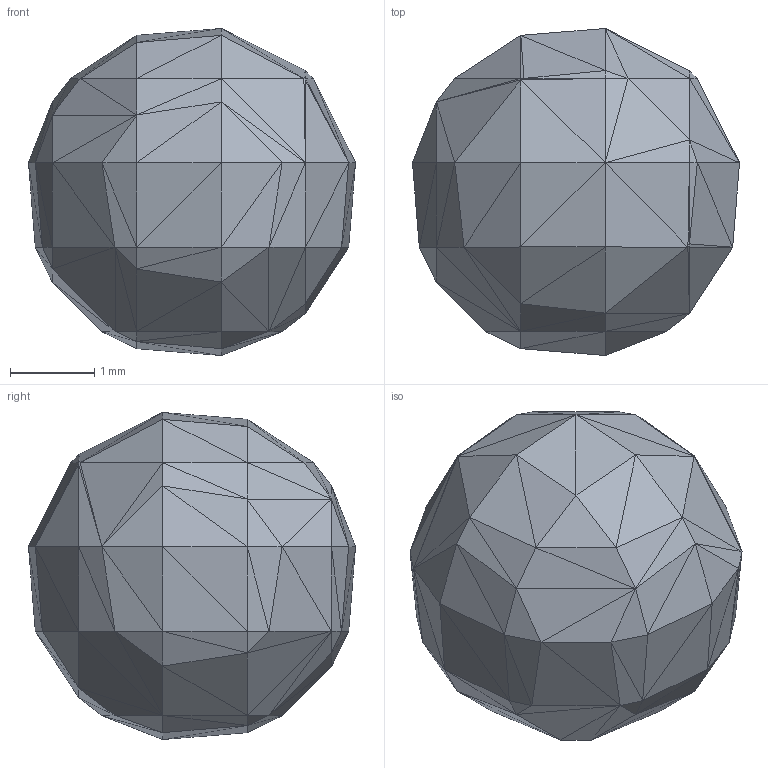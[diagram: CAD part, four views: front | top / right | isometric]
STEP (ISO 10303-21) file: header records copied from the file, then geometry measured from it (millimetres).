
FILE_DESCRIPTION(('Open CASCADE Model'),'2;1');
FILE_NAME('Open CASCADE Shape Model','2024-10-05T20:13:16',('Author'),( 'Open CASCADE'),'Open CASCADE STEP processor 7.7','Open CASCADE 7.7' ,'Unknown');
FILE_SCHEMA(('AUTOMOTIVE_DESIGN { 1 0 10303 214 1 1 1 1 }'));
Length unit declared in the file: millimetre
Products named in the file (1): Open CASCADE STEP translator 7.7 1
Bounding box: 3.88 x 3.88 x 3.88 mm (x, y, z)
Volume: 29.8 mm3; surface area: 47.4 mm2
Topology: 1 solids, 1 shells, 152 faces, 228 edges, 78 vertices
Faces by surface type: plane 152
Entity records: 5722 total; most frequent: CARTESIAN_POINT 1143, DIRECTION 762, ORIENTED_EDGE 456, LINE 456, VECTOR 456, PCURVE 456, DEFINITIONAL_REPRESENTATION 456, EDGE_CURVE 228
